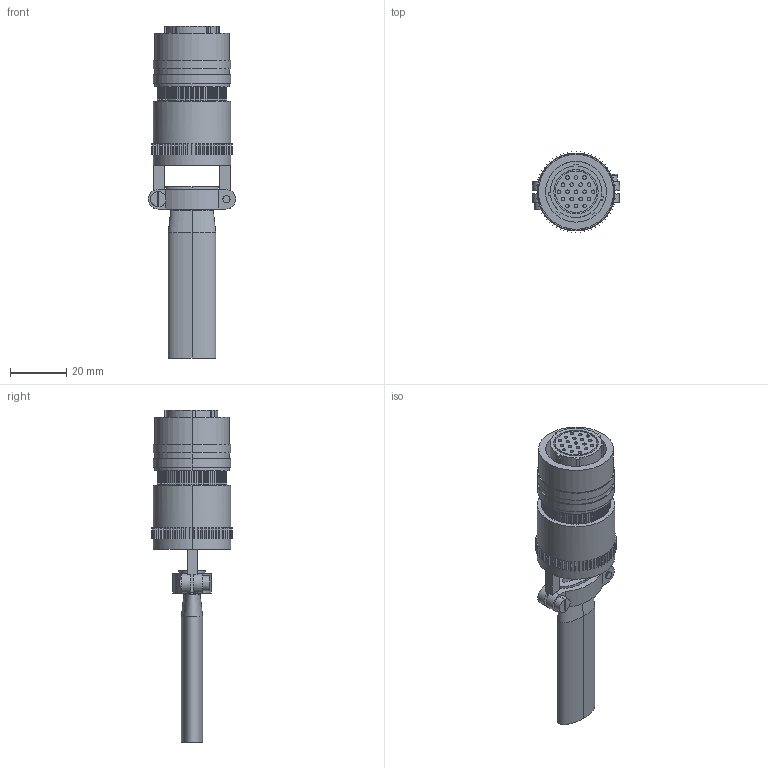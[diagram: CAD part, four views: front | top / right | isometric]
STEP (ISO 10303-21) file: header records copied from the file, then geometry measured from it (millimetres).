
FILE_DESCRIPTION (( 'STEP AP203' ), '1' );
FILE_NAME ('MS3116J14-19S.STEP', '2019-05-13T21:19:24', ( '' ), ( '' ), 'SwSTEP 2.0', 'SolidWorks 2017', '' );
FILE_SCHEMA (( 'CONFIG_CONTROL_DESIGN' ));
Length unit declared in the file: inch
Products named in the file (1): MS3116J14-19S
Bounding box: 30.97 x 28.68 x 117.99 mm (x, y, z)
Volume: 26344 mm3; surface area: 17640.1 mm2
Topology: 2 solids, 2 shells, 701 faces, 1795 edges, 1190 vertices
Faces by surface type: plane 523, cylinder 160, bspline 16, torus 2
Entity records: 22509 total; most frequent: CARTESIAN_POINT 5009, DIRECTION 3612, ORIENTED_EDGE 3590, EDGE_CURVE 1795, VECTOR 1266, LINE 1266, VERTEX_POINT 1190, AXIS2_PLACEMENT_3D 1173
